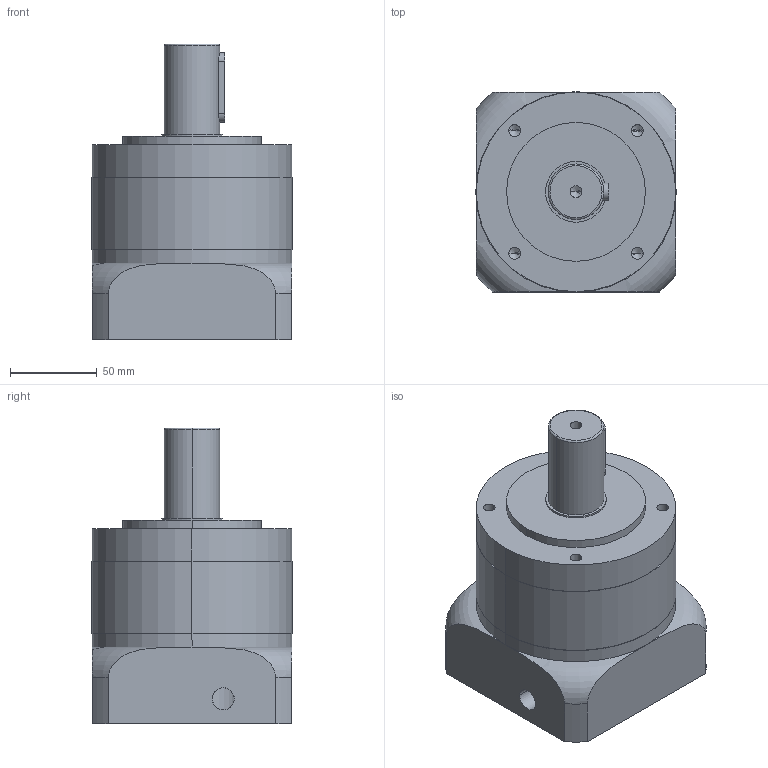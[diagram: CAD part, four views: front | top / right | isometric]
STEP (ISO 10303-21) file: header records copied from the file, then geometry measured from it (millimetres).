
FILE_DESCRIPTION (( 'STEP AP214' ), '1' );
FILE_NAME ('DL120-L1-XX-19-70-90-M6_2019.STEP', '2019-03-14T10:10:33', ( 'Y' ), ( 'NCU' ), 'SwSTEP 2.0', 'SolidWorks 2016', '' );
FILE_SCHEMA (( 'AUTOMOTIVE_DESIGN' ));
Length unit declared in the file: millimetre
Products named in the file (1): DL120-L1-XX-19-70-90-M6_2019
Bounding box: 115.5 x 115.5 x 170.5 mm (x, y, z)
Volume: 1246435.7 mm3; surface area: 113500.1 mm2
Topology: 1 solids, 9 shells, 249 faces, 557 edges, 348 vertices
Faces by surface type: plane 110, cylinder 99, cone 34, torus 6
Entity records: 8465 total; most frequent: CARTESIAN_POINT 1813, DIRECTION 1232, ORIENTED_EDGE 1078, EDGE_CURVE 539, AXIS2_PLACEMENT_3D 463, VERTEX_POINT 348, LINE 306, VECTOR 306
